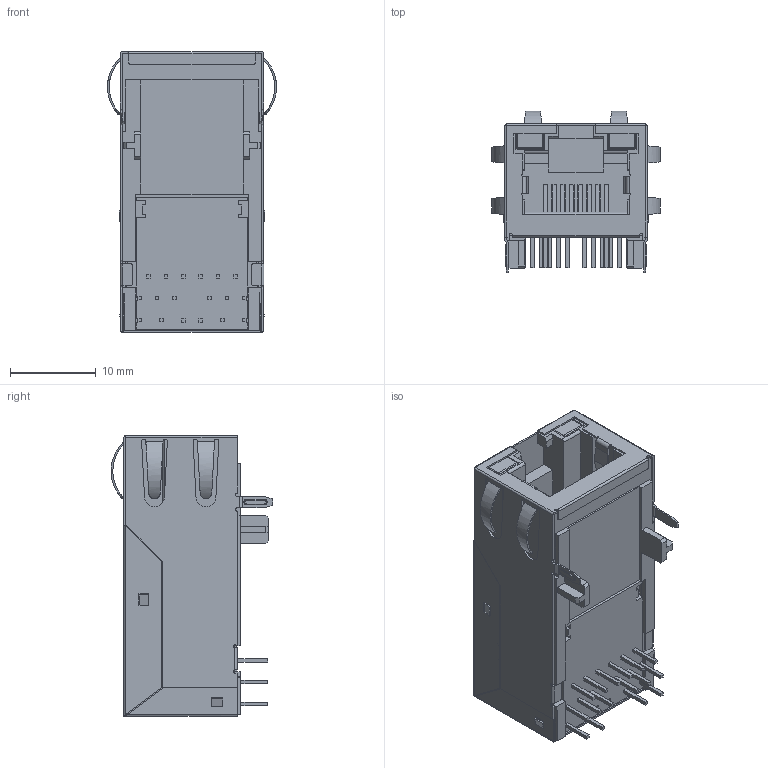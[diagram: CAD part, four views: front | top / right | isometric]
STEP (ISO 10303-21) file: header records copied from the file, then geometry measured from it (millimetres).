
FILE_DESCRIPTION (( 'STEP AP214' ), '1' );
FILE_NAME ('JK0-0136NL.STEP', '2023-06-27T18:35:18', ( '' ), ( '' ), 'SwSTEP 2.0', 'SolidWorks 2013', '' );
FILE_SCHEMA (( 'AUTOMOTIVE_DESIGN' ));
Length unit declared in the file: millimetre
Products named in the file (1): JK0-0136NL
Bounding box: 19.68 x 18.85 x 32.69 mm (x, y, z)
Volume: 6690.5 mm3; surface area: 11202.4 mm2
Topology: 15 solids, 16 shells, 1549 faces, 4181 edges, 2734 vertices
Faces by surface type: plane 1101, cylinder 413, bspline 14, torus 13, sphere 8
Entity records: 49540 total; most frequent: CARTESIAN_POINT 9881, ORIENTED_EDGE 8346, DIRECTION 7894, EDGE_CURVE 4173, LINE 3284, VECTOR 3284, VERTEX_POINT 2734, AXIS2_PLACEMENT_3D 2305
